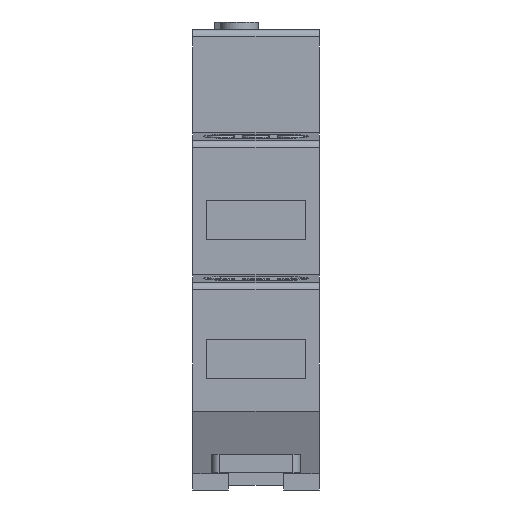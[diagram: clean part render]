
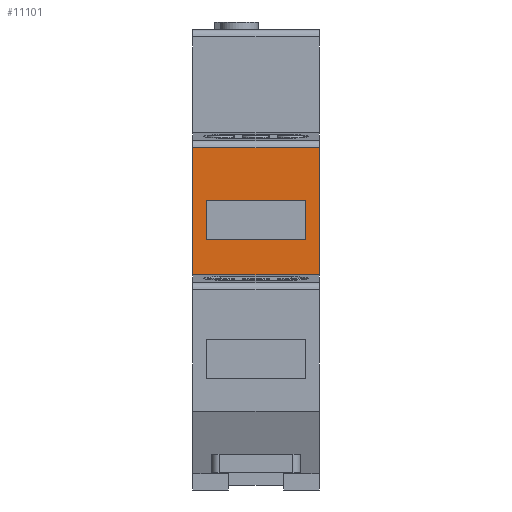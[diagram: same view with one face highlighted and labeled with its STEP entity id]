
A CAD part, front view. The second image highlights one B-rep face of the part: STEP entity #11101.
In plain terms, the highlighted planar face has unit normal (0, -1, 0).
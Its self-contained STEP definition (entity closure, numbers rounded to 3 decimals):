
#34 = ORIENTED_EDGE ( 'NONE', *, *, #6827, .F. ) ;
#183 = ORIENTED_EDGE ( 'NONE', *, *, #9988, .T. ) ;
#310 = DIRECTION ( 'NONE',  ( 1., 0., 0. ) ) ;
#608 = CARTESIAN_POINT ( 'NONE',  ( 1.9, 7.775, 35.3 ) ) ;
#705 = EDGE_CURVE ( 'NONE', #10378, #7810, #3151, .T. ) ;
#953 = CARTESIAN_POINT ( 'NONE',  ( 17.8, 7.775, 48.2 ) ) ;
#972 = CARTESIAN_POINT ( 'NONE',  ( 17.8, 7.775, 30.3 ) ) ;
#1541 = DIRECTION ( 'NONE',  ( 0., 1., 0. ) ) ;
#1765 = VERTEX_POINT ( 'NONE', #3573 ) ;
#2201 = VERTEX_POINT ( 'NONE', #8048 ) ;
#2559 = VERTEX_POINT ( 'NONE', #10266 ) ;
#2655 = DIRECTION ( 'NONE',  ( 0., 0., -1. ) ) ;
#2783 = VECTOR ( 'NONE', #14303, 1000. ) ;
#2827 = EDGE_CURVE ( 'NONE', #7810, #2559, #4219, .T. ) ;
#3151 = LINE ( 'NONE', #6294, #8228 ) ;
#3312 = CARTESIAN_POINT ( 'NONE',  ( 1.9, 7.775, 35.3 ) ) ;
#3510 = ORIENTED_EDGE ( 'NONE', *, *, #12221, .T. ) ;
#3573 = CARTESIAN_POINT ( 'NONE',  ( 1.9, 7.775, 35.3 ) ) ;
#4127 = ORIENTED_EDGE ( 'NONE', *, *, #705, .T. ) ;
#4219 = LINE ( 'NONE', #4365, #8590 ) ;
#4220 = DIRECTION ( 'NONE',  ( -1., 0., 0. ) ) ;
#4348 = VECTOR ( 'NONE', #12600, 1000. ) ;
#4365 = CARTESIAN_POINT ( 'NONE',  ( 0., 7.775, 30.3 ) ) ;
#4655 = VERTEX_POINT ( 'NONE', #13505 ) ;
#5615 = LINE ( 'NONE', #3312, #9237 ) ;
#5712 = ORIENTED_EDGE ( 'NONE', *, *, #2827, .T. ) ;
#6125 = CARTESIAN_POINT ( 'NONE',  ( 0., 7.775, 48.2 ) ) ;
#6131 = LINE ( 'NONE', #9643, #2783 ) ;
#6149 = ORIENTED_EDGE ( 'NONE', *, *, #13845, .F. ) ;
#6294 = CARTESIAN_POINT ( 'NONE',  ( 17.8, 7.775, 48.2 ) ) ;
#6440 = PLANE ( 'NONE',  #11815 ) ;
#6827 = EDGE_CURVE ( 'NONE', #4655, #2559, #7938, .T. ) ;
#7149 = EDGE_CURVE ( 'NONE', #13313, #2201, #10772, .T. ) ;
#7262 = EDGE_CURVE ( 'NONE', #2201, #1765, #5615, .T. ) ;
#7641 = DIRECTION ( 'NONE',  ( 0., 0., 1. ) ) ;
#7713 = LINE ( 'NONE', #608, #12916 ) ;
#7810 = VERTEX_POINT ( 'NONE', #6125 ) ;
#7938 = LINE ( 'NONE', #8931, #4348 ) ;
#8048 = CARTESIAN_POINT ( 'NONE',  ( 15.9, 7.775, 35.3 ) ) ;
#8228 = VECTOR ( 'NONE', #4220, 1000. ) ;
#8278 = VECTOR ( 'NONE', #2655, 1000. ) ;
#8590 = VECTOR ( 'NONE', #11181, 1000. ) ;
#8607 = CARTESIAN_POINT ( 'NONE',  ( 15.9, 7.775, 40.8 ) ) ;
#8756 = ORIENTED_EDGE ( 'NONE', *, *, #7149, .T. ) ;
#8931 = CARTESIAN_POINT ( 'NONE',  ( 17.8, 7.775, 30.3 ) ) ;
#9237 = VECTOR ( 'NONE', #14935, 1000. ) ;
#9643 = CARTESIAN_POINT ( 'NONE',  ( 1.9, 7.775, 40.8 ) ) ;
#9910 = VERTEX_POINT ( 'NONE', #10500 ) ;
#9988 = EDGE_CURVE ( 'NONE', #1765, #9910, #7713, .T. ) ;
#10266 = CARTESIAN_POINT ( 'NONE',  ( 0., 7.775, 30.3 ) ) ;
#10272 = EDGE_LOOP ( 'NONE', ( #5712, #34, #6149, #4127 ) ) ;
#10378 = VERTEX_POINT ( 'NONE', #953 ) ;
#10500 = CARTESIAN_POINT ( 'NONE',  ( 1.9, 7.775, 40.8 ) ) ;
#10772 = LINE ( 'NONE', #13562, #8278 ) ;
#11101 = ADVANCED_FACE ( 'NONE', ( #14600, #13093 ), #6440, .F. ) ;
#11105 = CARTESIAN_POINT ( 'NONE',  ( 17.8, 7.775, 30.3 ) ) ;
#11181 = DIRECTION ( 'NONE',  ( 0., 0., -1. ) ) ;
#11286 = EDGE_LOOP ( 'NONE', ( #183, #3510, #8756, #13740 ) ) ;
#11815 = AXIS2_PLACEMENT_3D ( 'NONE', #11105, #1541, #310 ) ;
#12221 = EDGE_CURVE ( 'NONE', #9910, #13313, #6131, .T. ) ;
#12597 = LINE ( 'NONE', #972, #13607 ) ;
#12600 = DIRECTION ( 'NONE',  ( -1., 0., 0. ) ) ;
#12664 = DIRECTION ( 'NONE',  ( 0., 0., -1. ) ) ;
#12916 = VECTOR ( 'NONE', #7641, 1000. ) ;
#13093 = FACE_OUTER_BOUND ( 'NONE', #10272, .T. ) ;
#13313 = VERTEX_POINT ( 'NONE', #8607 ) ;
#13505 = CARTESIAN_POINT ( 'NONE',  ( 17.8, 7.775, 30.3 ) ) ;
#13562 = CARTESIAN_POINT ( 'NONE',  ( 15.9, 7.775, 35.3 ) ) ;
#13607 = VECTOR ( 'NONE', #12664, 1000. ) ;
#13740 = ORIENTED_EDGE ( 'NONE', *, *, #7262, .T. ) ;
#13845 = EDGE_CURVE ( 'NONE', #10378, #4655, #12597, .T. ) ;
#14303 = DIRECTION ( 'NONE',  ( 1., 0., 0. ) ) ;
#14600 = FACE_BOUND ( 'NONE', #11286, .T. ) ;
#14935 = DIRECTION ( 'NONE',  ( -1., 0., 0. ) ) ;
